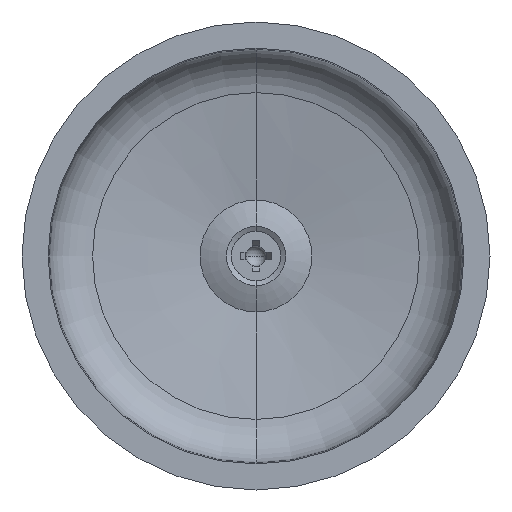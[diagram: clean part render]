
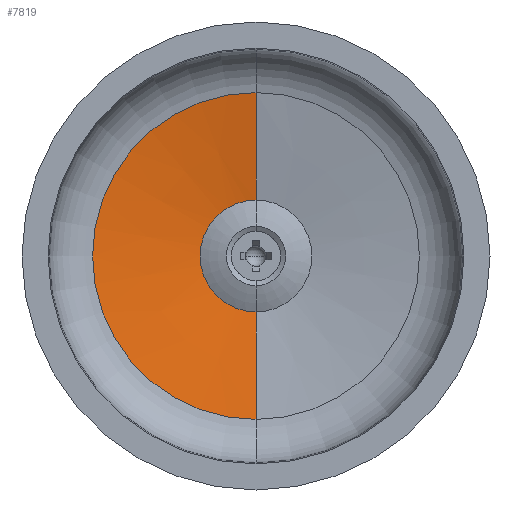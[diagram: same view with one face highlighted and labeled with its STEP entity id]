
A CAD part, front view. The second image highlights one B-rep face of the part: STEP entity #7819.
In plain terms, the highlighted conical face has half-angle 80.814 degrees and reference radius 31.43 mm.
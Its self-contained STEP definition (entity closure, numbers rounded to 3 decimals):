
#263 = VERTEX_POINT ( 'NONE', #3774 ) ;
#1467 = FACE_OUTER_BOUND ( 'NONE', #2677, .T. ) ;
#1476 = CONICAL_SURFACE ( 'NONE', #5876, 31.43, 1.41 ) ;
#2677 = EDGE_LOOP ( 'NONE', ( #8322, #8114, #8509, #8131 ) ) ;
#3171 = VECTOR ( 'NONE', #7462, 1000. ) ;
#3173 = VECTOR ( 'NONE', #7453, 1000. ) ;
#3174 = LINE ( 'NONE', #7461, #3171 ) ;
#3176 = CIRCLE ( 'NONE', #5505, 10.75 ) ;
#3178 = LINE ( 'NONE', #7457, #3173 ) ;
#3181 = CIRCLE ( 'NONE', #5498, 31.43 ) ;
#3774 = CARTESIAN_POINT ( 'NONE',  ( 0., 11.874, -31.43 ) ) ;
#4964 = EDGE_CURVE ( 'NONE', #9647, #263, #3181, .T. ) ;
#4968 = EDGE_CURVE ( 'NONE', #9642, #9593, #3176, .T. ) ;
#4969 = EDGE_CURVE ( 'NONE', #9642, #9647, #3178, .T. ) ;
#4970 = EDGE_CURVE ( 'NONE', #9593, #263, #3174, .T. ) ;
#5498 = AXIS2_PLACEMENT_3D ( 'NONE', #7444, #7445, #7446 ) ;
#5505 = AXIS2_PLACEMENT_3D ( 'NONE', #7458, #7459, #7460 ) ;
#5876 = AXIS2_PLACEMENT_3D ( 'NONE', #6811, #6812, #6809 ) ;
#6809 = DIRECTION ( 'NONE',  ( 0., 0., -1. ) ) ;
#6811 = CARTESIAN_POINT ( 'NONE',  ( 0., 11.874, 0. ) ) ;
#6812 = DIRECTION ( 'NONE',  ( 0., -1., 0. ) ) ;
#7444 = CARTESIAN_POINT ( 'NONE',  ( 0., 11.874, 0. ) ) ;
#7445 = DIRECTION ( 'NONE',  ( 0., -1., 0. ) ) ;
#7446 = DIRECTION ( 'NONE',  ( 0., 0., -1. ) ) ;
#7453 = DIRECTION ( 'NONE',  ( 0., -0.16, 0.987 ) ) ;
#7457 = CARTESIAN_POINT ( 'NONE',  ( 0., 11.874, 31.43 ) ) ;
#7458 = CARTESIAN_POINT ( 'NONE',  ( 0., 15.218, 0. ) ) ;
#7459 = DIRECTION ( 'NONE',  ( 0., -1., 0. ) ) ;
#7460 = DIRECTION ( 'NONE',  ( 0., 0., -1. ) ) ;
#7461 = CARTESIAN_POINT ( 'NONE',  ( 0., 11.874, -31.43 ) ) ;
#7462 = DIRECTION ( 'NONE',  ( 0., -0.16, -0.987 ) ) ;
#7819 = ADVANCED_FACE ( 'NONE', ( #1467 ), #1476, .F. ) ;
#8114 = ORIENTED_EDGE ( 'NONE', *, *, #4969, .T. ) ;
#8131 = ORIENTED_EDGE ( 'NONE', *, *, #4970, .F. ) ;
#8322 = ORIENTED_EDGE ( 'NONE', *, *, #4968, .F. ) ;
#8509 = ORIENTED_EDGE ( 'NONE', *, *, #4964, .T. ) ;
#9054 = CARTESIAN_POINT ( 'NONE',  ( 0., 15.218, -10.75 ) ) ;
#9103 = CARTESIAN_POINT ( 'NONE',  ( 0., 15.218, 10.75 ) ) ;
#9108 = CARTESIAN_POINT ( 'NONE',  ( 0., 11.874, 31.43 ) ) ;
#9593 = VERTEX_POINT ( 'NONE', #9054 ) ;
#9642 = VERTEX_POINT ( 'NONE', #9103 ) ;
#9647 = VERTEX_POINT ( 'NONE', #9108 ) ;
